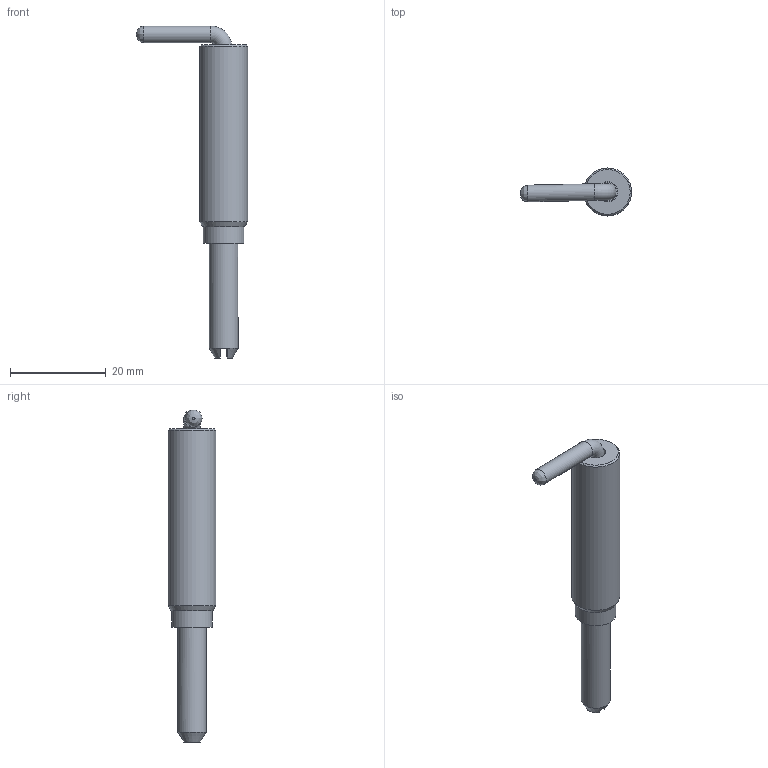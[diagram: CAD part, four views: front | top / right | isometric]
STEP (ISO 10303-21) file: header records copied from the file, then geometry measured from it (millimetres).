
FILE_DESCRIPTION(('STEP AP203'),'1');
FILE_NAME('189.10.step','2016-10-21T06:24:32',(' '),(' '),'Spatial InterOp 3D',' ',' ');
FILE_SCHEMA(('CONFIG_CONTROL_DESIGN'));
Length unit declared in the file: millimetre
Products named in the file (3): 1; 2; 3
Bounding box: 23.25 x 10 x 69.45 mm (x, y, z)
Volume: 3003.1 mm3; surface area: 3463.9 mm2
Topology: 3 solids, 3 shells, 31 faces, 57 edges, 34 vertices
Faces by surface type: plane 12, cylinder 10, cone 7, bspline 1, torus 1
Full cylindrical faces by diameter (mm): 3.5 x4, 4 x1, 4.2 x1, 6 x1, 6.3 x1, 8.5 x1, 10 x1
Entity records: 839 total; most frequent: CARTESIAN_POINT 173, DIRECTION 124, ORIENTED_EDGE 72, AXIS2_PLACEMENT_3D 60, EDGE_LOOP 52, FACE_OUTER_BOUND 43, EDGE_CURVE 36, ADVANCED_FACE 31
